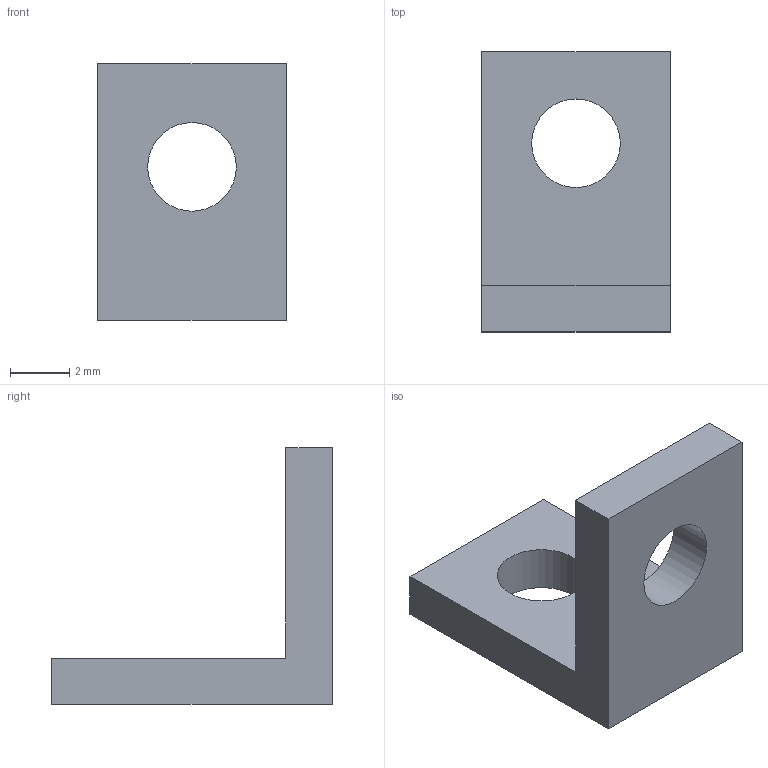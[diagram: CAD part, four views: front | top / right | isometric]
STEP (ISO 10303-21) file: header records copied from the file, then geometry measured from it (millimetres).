
FILE_DESCRIPTION(/* description */ ('Unknown'),/* implementation_level */ '2;1');
FILE_NAME(/* name */ 'L bracket',/* time_stamp */ '2018-11-17T20:33:04+00:00',/* author */ ('Unknown'),/* organization */ ('Unknown'),/* preprocessor_version */ 'ST-DEVELOPER v16.7',/* originating_system */ 'DEX',/* authorisation */ $);
FILE_SCHEMA (('AUTOMOTIVE_DESIGN {1 0 10303 214 3 1 1}'));
Length unit declared in the file: millimetre
Products named in the file (1): L bracket
Bounding box: 6.4 x 9.5 x 8.7 mm (x, y, z)
Volume: 144.9 mm3; surface area: 286.5 mm2
Topology: 1 solids, 1 shells, 10 faces, 26 edges, 18 vertices
Faces by surface type: plane 8, cylinder 2
Full cylindrical faces by diameter (mm): 3 x2
Entity records: 320 total; most frequent: CARTESIAN_POINT 49, DIRECTION 48, ORIENTED_EDGE 44, EDGE_CURVE 22, LINE 18, VECTOR 18, VERTEX_POINT 16, EDGE_LOOP 16
